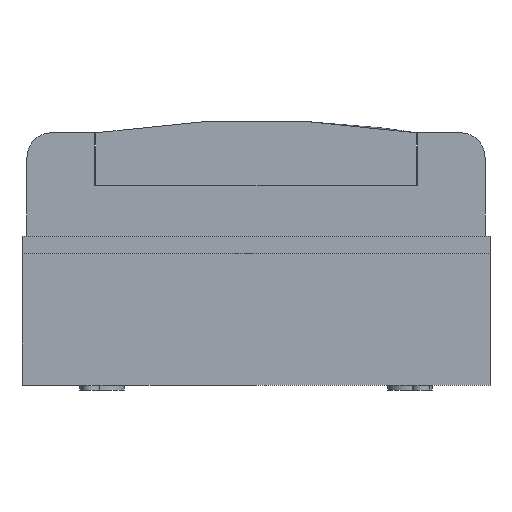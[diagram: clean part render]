
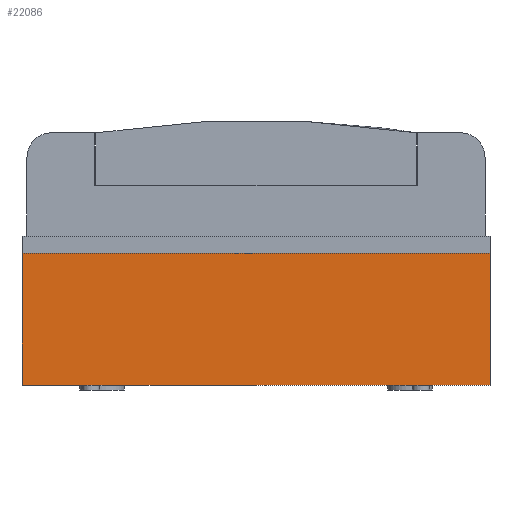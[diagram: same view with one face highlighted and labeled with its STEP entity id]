
A CAD part, left-side view. The second image highlights one B-rep face of the part: STEP entity #22086.
In plain terms, the highlighted planar face has unit normal (-1, 0, 0).
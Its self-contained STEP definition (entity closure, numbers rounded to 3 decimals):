
#968 = EDGE_CURVE ( 'NONE', #22974, #12967, #5374, .T. ) ;
#2499 = DIRECTION ( 'NONE',  ( 0., 0., -1. ) ) ;
#5374 = LINE ( 'NONE', #13061, #24690 ) ;
#5606 = LINE ( 'NONE', #14650, #15741 ) ;
#6363 = DIRECTION ( 'NONE',  ( 1., 0., 0. ) ) ;
#8964 = CARTESIAN_POINT ( 'NONE',  ( -92., 95., 53.5 ) ) ;
#9386 = CARTESIAN_POINT ( 'NONE',  ( -92., 95., 0. ) ) ;
#9834 = ORIENTED_EDGE ( 'NONE', *, *, #19629, .F. ) ;
#10189 = CARTESIAN_POINT ( 'NONE',  ( -92., -95., 53.5 ) ) ;
#11135 = VERTEX_POINT ( 'NONE', #10189 ) ;
#12433 = AXIS2_PLACEMENT_3D ( 'NONE', #14403, #6363, #20525 ) ;
#12470 = FACE_OUTER_BOUND ( 'NONE', #15660, .T. ) ;
#12967 = VERTEX_POINT ( 'NONE', #16772 ) ;
#13013 = ORIENTED_EDGE ( 'NONE', *, *, #968, .T. ) ;
#13061 = CARTESIAN_POINT ( 'NONE',  ( -92., 95., 0. ) ) ;
#14210 = DIRECTION ( 'NONE',  ( 0., -1., 0. ) ) ;
#14403 = CARTESIAN_POINT ( 'NONE',  ( -92., 95., 56. ) ) ;
#14650 = CARTESIAN_POINT ( 'NONE',  ( -92., -95., 56. ) ) ;
#15660 = EDGE_LOOP ( 'NONE', ( #25574, #23008, #13013, #9834 ) ) ;
#15741 = VECTOR ( 'NONE', #2499, 1000. ) ;
#16772 = CARTESIAN_POINT ( 'NONE',  ( -92., -95., 0. ) ) ;
#17257 = EDGE_CURVE ( 'NONE', #21659, #11135, #23047, .T. ) ;
#17669 = VECTOR ( 'NONE', #14210, 1000. ) ;
#19629 = EDGE_CURVE ( 'NONE', #11135, #12967, #5606, .T. ) ;
#20019 = VECTOR ( 'NONE', #23154, 1000. ) ;
#20525 = DIRECTION ( 'NONE',  ( 0., 1., 0. ) ) ;
#21115 = CARTESIAN_POINT ( 'NONE',  ( -92., 95., 56. ) ) ;
#21659 = VERTEX_POINT ( 'NONE', #8964 ) ;
#22086 = ADVANCED_FACE ( 'NONE', ( #12470 ), #24500, .F. ) ;
#22974 = VERTEX_POINT ( 'NONE', #9386 ) ;
#23008 = ORIENTED_EDGE ( 'NONE', *, *, #25097, .T. ) ;
#23047 = LINE ( 'NONE', #24300, #17669 ) ;
#23154 = DIRECTION ( 'NONE',  ( 0., 0., -1. ) ) ;
#24300 = CARTESIAN_POINT ( 'NONE',  ( -92., 95., 53.5 ) ) ;
#24500 = PLANE ( 'NONE',  #12433 ) ;
#24690 = VECTOR ( 'NONE', #25156, 1000. ) ;
#25097 = EDGE_CURVE ( 'NONE', #21659, #22974, #26054, .T. ) ;
#25156 = DIRECTION ( 'NONE',  ( 0., -1., 0. ) ) ;
#25574 = ORIENTED_EDGE ( 'NONE', *, *, #17257, .F. ) ;
#26054 = LINE ( 'NONE', #21115, #20019 ) ;
